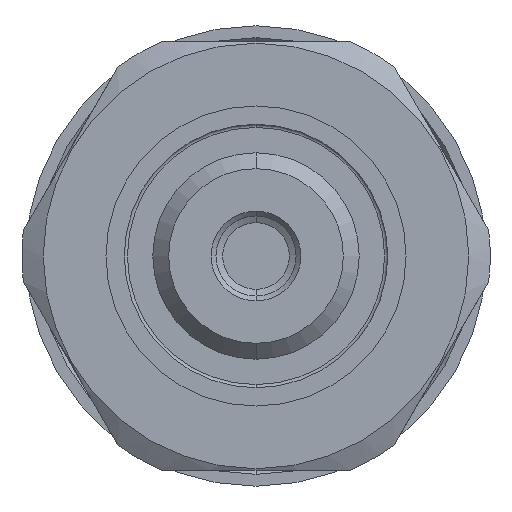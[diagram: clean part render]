
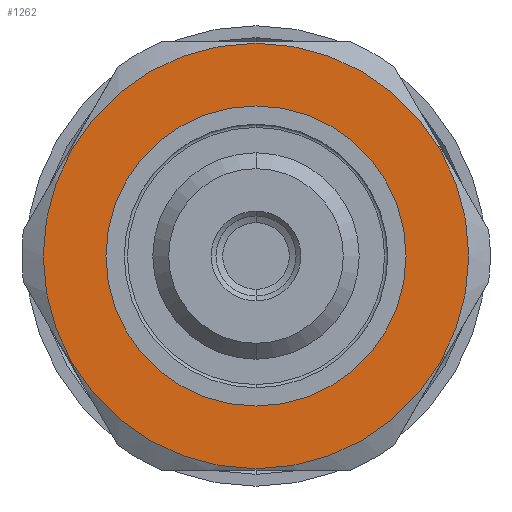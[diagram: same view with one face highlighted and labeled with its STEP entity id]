
A CAD part, front view. The second image highlights one B-rep face of the part: STEP entity #1262.
In plain terms, the highlighted planar face has unit normal (0, -1, 0).
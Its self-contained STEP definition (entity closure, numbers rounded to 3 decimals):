
#129 = AXIS2_PLACEMENT_3D ( 'NONE', #5838, #10575, #284 ) ;
#237 = VERTEX_POINT ( 'NONE', #7881 ) ;
#284 = DIRECTION ( 'NONE',  ( 0., 0., -1. ) ) ;
#318 = CIRCLE ( 'NONE', #129, 13.4 ) ;
#396 = CARTESIAN_POINT ( 'NONE',  ( 0., 2., 0. ) ) ;
#580 = ORIENTED_EDGE ( 'NONE', *, *, #1761, .T. ) ;
#940 = EDGE_CURVE ( 'NONE', #9337, #4721, #318, .T. ) ;
#1247 = DIRECTION ( 'NONE',  ( 0., 0., -1. ) ) ;
#1262 = ADVANCED_FACE ( 'NONE', ( #8374, #10246 ), #4762, .T. ) ;
#1761 = EDGE_CURVE ( 'NONE', #4721, #9337, #1764, .T. ) ;
#1764 = CIRCLE ( 'NONE', #6893, 13.4 ) ;
#1770 = CARTESIAN_POINT ( 'NONE',  ( 0., 2., -13.4 ) ) ;
#2557 = ORIENTED_EDGE ( 'NONE', *, *, #4065, .F. ) ;
#3303 = AXIS2_PLACEMENT_3D ( 'NONE', #4695, #4830, #4913 ) ;
#3372 = AXIS2_PLACEMENT_3D ( 'NONE', #396, #6248, #1247 ) ;
#3512 = AXIS2_PLACEMENT_3D ( 'NONE', #4093, #9798, #4937 ) ;
#3671 = EDGE_CURVE ( 'NONE', #237, #4413, #3957, .T. ) ;
#3732 = CARTESIAN_POINT ( 'NONE',  ( 0., 2., 13.4 ) ) ;
#3893 = CARTESIAN_POINT ( 'NONE',  ( 0., 2., 9.45 ) ) ;
#3957 = CIRCLE ( 'NONE', #3372, 9.45 ) ;
#4065 = EDGE_CURVE ( 'NONE', #4413, #237, #6159, .T. ) ;
#4093 = CARTESIAN_POINT ( 'NONE',  ( 0., 2., 0. ) ) ;
#4413 = VERTEX_POINT ( 'NONE', #3893 ) ;
#4695 = CARTESIAN_POINT ( 'NONE',  ( 13.4, 2., 0. ) ) ;
#4721 = VERTEX_POINT ( 'NONE', #1770 ) ;
#4762 = PLANE ( 'NONE',  #3303 ) ;
#4830 = DIRECTION ( 'NONE',  ( 0., -1., 0. ) ) ;
#4913 = DIRECTION ( 'NONE',  ( 0., 0., -1. ) ) ;
#4937 = DIRECTION ( 'NONE',  ( 0., 0., -1. ) ) ;
#5838 = CARTESIAN_POINT ( 'NONE',  ( 0., 2., 0. ) ) ;
#6159 = CIRCLE ( 'NONE', #3512, 9.45 ) ;
#6248 = DIRECTION ( 'NONE',  ( 0., -1., 0. ) ) ;
#6893 = AXIS2_PLACEMENT_3D ( 'NONE', #9765, #9626, #10494 ) ;
#7215 = ORIENTED_EDGE ( 'NONE', *, *, #940, .T. ) ;
#7719 = EDGE_LOOP ( 'NONE', ( #9119, #2557 ) ) ;
#7881 = CARTESIAN_POINT ( 'NONE',  ( 0., 2., -9.45 ) ) ;
#8374 = FACE_OUTER_BOUND ( 'NONE', #8421, .T. ) ;
#8421 = EDGE_LOOP ( 'NONE', ( #7215, #580 ) ) ;
#9119 = ORIENTED_EDGE ( 'NONE', *, *, #3671, .F. ) ;
#9337 = VERTEX_POINT ( 'NONE', #3732 ) ;
#9626 = DIRECTION ( 'NONE',  ( 0., -1., 0. ) ) ;
#9765 = CARTESIAN_POINT ( 'NONE',  ( 0., 2., 0. ) ) ;
#9798 = DIRECTION ( 'NONE',  ( 0., -1., 0. ) ) ;
#10246 = FACE_BOUND ( 'NONE', #7719, .T. ) ;
#10494 = DIRECTION ( 'NONE',  ( 0., 0., -1. ) ) ;
#10575 = DIRECTION ( 'NONE',  ( 0., -1., 0. ) ) ;
